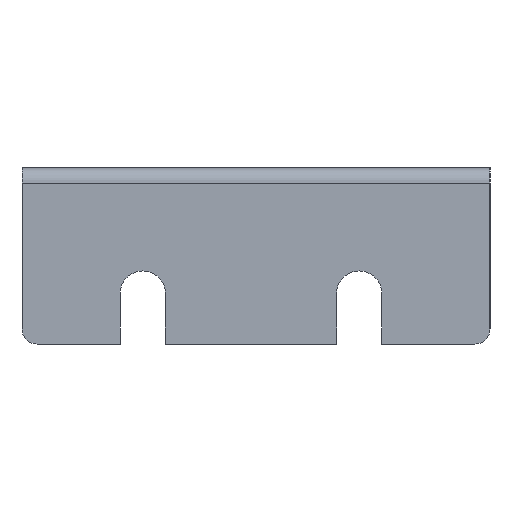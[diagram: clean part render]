
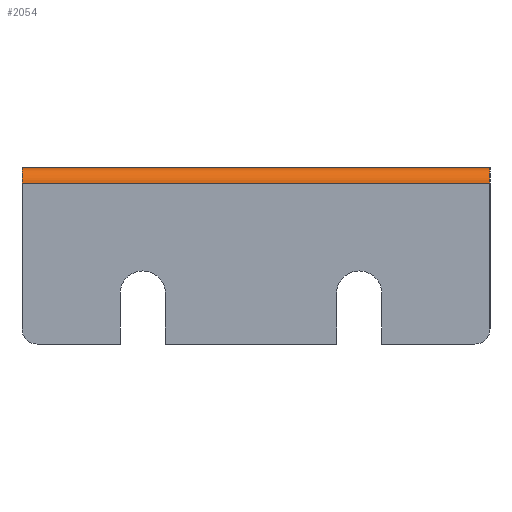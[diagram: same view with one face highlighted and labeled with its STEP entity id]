
A CAD part, left-side view. The second image highlights one B-rep face of the part: STEP entity #2054.
In plain terms, the highlighted cylindrical face has radius 3 mm (diameter 6 mm), a partial arc.
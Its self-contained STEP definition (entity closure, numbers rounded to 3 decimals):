
#32 = PLANE('',#33);
#33 = AXIS2_PLACEMENT_3D('',#34,#35,#36);
#34 = CARTESIAN_POINT('',(94.,0.,-3.269));
#35 = DIRECTION('',(-0.,-1.,-0.));
#36 = DIRECTION('',(0.,0.,-1.));
#90 = VERTEX_POINT('',#91);
#91 = CARTESIAN_POINT('',(3.,0.,3.));
#105 = PLANE('',#106);
#106 = AXIS2_PLACEMENT_3D('',#107,#108,#109);
#107 = CARTESIAN_POINT('',(0.,0.,3.));
#108 = DIRECTION('',(0.,0.,1.));
#109 = DIRECTION('',(1.,0.,-0.));
#117 = EDGE_CURVE('',#118,#90,#120,.T.);
#118 = VERTEX_POINT('',#119);
#119 = CARTESIAN_POINT('',(0.,0.,0.));
#120 = SURFACE_CURVE('',#121,(#126,#137),.PCURVE_S1.);
#121 = CIRCLE('',#122,3.);
#122 = AXIS2_PLACEMENT_3D('',#123,#124,#125);
#123 = CARTESIAN_POINT('',(3.,0.,0.));
#124 = DIRECTION('',(0.,1.,0.));
#125 = DIRECTION('',(0.,-0.,1.));
#126 = PCURVE('',#32,#127);
#127 = DEFINITIONAL_REPRESENTATION('',(#128),#136);
#128 = ( BOUNDED_CURVE() B_SPLINE_CURVE(2,(#129,#130,#131,#132,#133,#134
,#135),.UNSPECIFIED.,.T.,.F.) B_SPLINE_CURVE_WITH_KNOTS((1,2,2,2,2,1),(
    -2.094,0.,2.094,4.189,6.283,
8.378),.UNSPECIFIED.) CURVE() GEOMETRIC_REPRESENTATION_ITEM() 
RATIONAL_B_SPLINE_CURVE((1.,0.5,1.,0.5,1.,0.5,1.)) REPRESENTATION_ITEM(
  '') );
#129 = CARTESIAN_POINT('',(-6.269,-91.));
#130 = CARTESIAN_POINT('',(-6.269,-85.804));
#131 = CARTESIAN_POINT('',(-1.769,-88.402));
#132 = CARTESIAN_POINT('',(2.731,-91.));
#133 = CARTESIAN_POINT('',(-1.769,-93.598));
#134 = CARTESIAN_POINT('',(-6.269,-96.196));
#135 = CARTESIAN_POINT('',(-6.269,-91.));
#136 = ( GEOMETRIC_REPRESENTATION_CONTEXT(2) 
PARAMETRIC_REPRESENTATION_CONTEXT() REPRESENTATION_CONTEXT('2D SPACE',''
  ) );
#137 = PCURVE('',#138,#143);
#138 = CYLINDRICAL_SURFACE('',#139,3.);
#139 = AXIS2_PLACEMENT_3D('',#140,#141,#142);
#140 = CARTESIAN_POINT('',(3.,0.,0.));
#141 = DIRECTION('',(0.,1.,0.));
#142 = DIRECTION('',(-1.,0.,0.));
#143 = DEFINITIONAL_REPRESENTATION('',(#144),#148);
#144 = LINE('',#145,#146);
#145 = CARTESIAN_POINT('',(-4.712,-0.));
#146 = VECTOR('',#147,1.);
#147 = DIRECTION('',(1.,0.));
#148 = ( GEOMETRIC_REPRESENTATION_CONTEXT(2) 
PARAMETRIC_REPRESENTATION_CONTEXT() REPRESENTATION_CONTEXT('2D SPACE',''
  ) );
#166 = PLANE('',#167);
#167 = AXIS2_PLACEMENT_3D('',#168,#169,#170);
#168 = CARTESIAN_POINT('',(0.,46.663,-15.534));
#169 = DIRECTION('',(-1.,-0.,0.));
#170 = DIRECTION('',(0.,0.,-1.));
#403 = PLANE('',#404);
#404 = AXIS2_PLACEMENT_3D('',#405,#406,#407);
#405 = CARTESIAN_POINT('',(94.,93.,-3.269));
#406 = DIRECTION('',(0.,1.,0.));
#407 = DIRECTION('',(0.,0.,1.));
#1264 = VERTEX_POINT('',#1265);
#1265 = CARTESIAN_POINT('',(3.,93.,3.));
#1286 = EDGE_CURVE('',#90,#1264,#1287,.T.);
#1287 = SURFACE_CURVE('',#1288,(#1292,#1299),.PCURVE_S1.);
#1288 = LINE('',#1289,#1290);
#1289 = CARTESIAN_POINT('',(3.,0.,3.));
#1290 = VECTOR('',#1291,1.);
#1291 = DIRECTION('',(0.,1.,0.));
#1292 = PCURVE('',#105,#1293);
#1293 = DEFINITIONAL_REPRESENTATION('',(#1294),#1298);
#1294 = LINE('',#1295,#1296);
#1295 = CARTESIAN_POINT('',(3.,0.));
#1296 = VECTOR('',#1297,1.);
#1297 = DIRECTION('',(0.,1.));
#1298 = ( GEOMETRIC_REPRESENTATION_CONTEXT(2) 
PARAMETRIC_REPRESENTATION_CONTEXT() REPRESENTATION_CONTEXT('2D SPACE',''
  ) );
#1299 = PCURVE('',#138,#1300);
#1300 = DEFINITIONAL_REPRESENTATION('',(#1301),#1305);
#1301 = LINE('',#1302,#1303);
#1302 = CARTESIAN_POINT('',(1.571,0.));
#1303 = VECTOR('',#1304,1.);
#1304 = DIRECTION('',(0.,1.));
#1305 = ( GEOMETRIC_REPRESENTATION_CONTEXT(2) 
PARAMETRIC_REPRESENTATION_CONTEXT() REPRESENTATION_CONTEXT('2D SPACE',''
  ) );
#2054 = ADVANCED_FACE('',(#2055),#138,.T.);
#2055 = FACE_BOUND('',#2056,.T.);
#2056 = EDGE_LOOP('',(#2057,#2058,#2059,#2083));
#2057 = ORIENTED_EDGE('',*,*,#117,.T.);
#2058 = ORIENTED_EDGE('',*,*,#1286,.T.);
#2059 = ORIENTED_EDGE('',*,*,#2060,.F.);
#2060 = EDGE_CURVE('',#2061,#1264,#2063,.T.);
#2061 = VERTEX_POINT('',#2062);
#2062 = CARTESIAN_POINT('',(0.,93.,0.));
#2063 = SURFACE_CURVE('',#2064,(#2069,#2076),.PCURVE_S1.);
#2064 = CIRCLE('',#2065,3.);
#2065 = AXIS2_PLACEMENT_3D('',#2066,#2067,#2068);
#2066 = CARTESIAN_POINT('',(3.,93.,0.));
#2067 = DIRECTION('',(0.,1.,0.));
#2068 = DIRECTION('',(0.,-0.,1.));
#2069 = PCURVE('',#138,#2070);
#2070 = DEFINITIONAL_REPRESENTATION('',(#2071),#2075);
#2071 = LINE('',#2072,#2073);
#2072 = CARTESIAN_POINT('',(-4.712,93.));
#2073 = VECTOR('',#2074,1.);
#2074 = DIRECTION('',(1.,0.));
#2075 = ( GEOMETRIC_REPRESENTATION_CONTEXT(2) 
PARAMETRIC_REPRESENTATION_CONTEXT() REPRESENTATION_CONTEXT('2D SPACE',''
  ) );
#2076 = PCURVE('',#403,#2077);
#2077 = DEFINITIONAL_REPRESENTATION('',(#2078),#2082);
#2078 = CIRCLE('',#2079,3.);
#2079 = AXIS2_PLACEMENT_2D('',#2080,#2081);
#2080 = CARTESIAN_POINT('',(3.269,-91.));
#2081 = DIRECTION('',(1.,0.));
#2082 = ( GEOMETRIC_REPRESENTATION_CONTEXT(2) 
PARAMETRIC_REPRESENTATION_CONTEXT() REPRESENTATION_CONTEXT('2D SPACE',''
  ) );
#2083 = ORIENTED_EDGE('',*,*,#2084,.F.);
#2084 = EDGE_CURVE('',#118,#2061,#2085,.T.);
#2085 = SURFACE_CURVE('',#2086,(#2090,#2097),.PCURVE_S1.);
#2086 = LINE('',#2087,#2088);
#2087 = CARTESIAN_POINT('',(0.,0.,0.));
#2088 = VECTOR('',#2089,1.);
#2089 = DIRECTION('',(0.,1.,0.));
#2090 = PCURVE('',#138,#2091);
#2091 = DEFINITIONAL_REPRESENTATION('',(#2092),#2096);
#2092 = LINE('',#2093,#2094);
#2093 = CARTESIAN_POINT('',(0.,0.));
#2094 = VECTOR('',#2095,1.);
#2095 = DIRECTION('',(0.,1.));
#2096 = ( GEOMETRIC_REPRESENTATION_CONTEXT(2) 
PARAMETRIC_REPRESENTATION_CONTEXT() REPRESENTATION_CONTEXT('2D SPACE',''
  ) );
#2097 = PCURVE('',#166,#2098);
#2098 = DEFINITIONAL_REPRESENTATION('',(#2099),#2103);
#2099 = LINE('',#2100,#2101);
#2100 = CARTESIAN_POINT('',(-15.534,46.663));
#2101 = VECTOR('',#2102,1.);
#2102 = DIRECTION('',(0.,-1.));
#2103 = ( GEOMETRIC_REPRESENTATION_CONTEXT(2) 
PARAMETRIC_REPRESENTATION_CONTEXT() REPRESENTATION_CONTEXT('2D SPACE',''
  ) );
